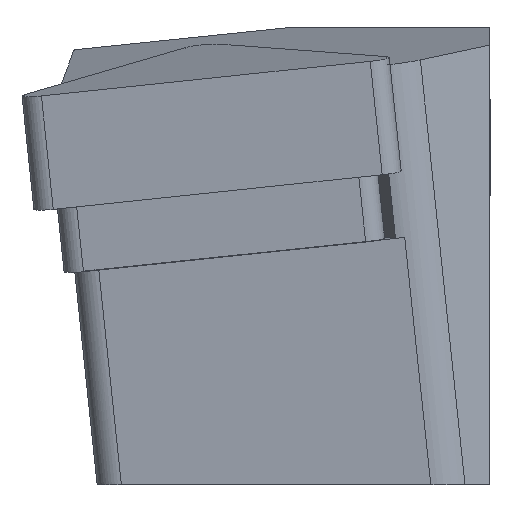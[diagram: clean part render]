
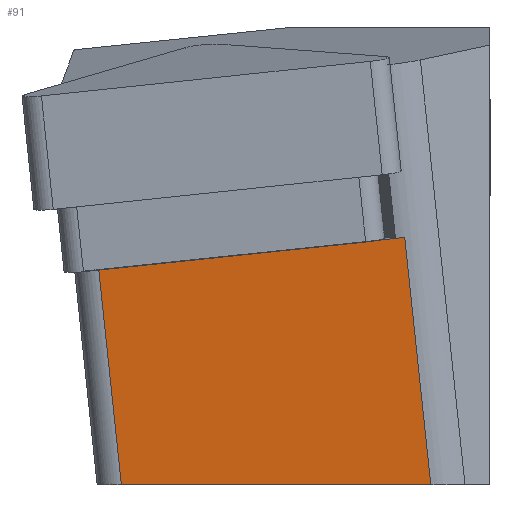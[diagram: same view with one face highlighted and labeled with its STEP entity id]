
A CAD part, left-side view. The second image highlights one B-rep face of the part: STEP entity #91.
In plain terms, the highlighted planar face has unit normal (-0.995, -0.011, -0.104).
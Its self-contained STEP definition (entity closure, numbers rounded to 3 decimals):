
#91=ADVANCED_FACE('',(#152),#123,.F.);
#123=PLANE('',#701);
#152=FACE_OUTER_BOUND('',#187,.T.);
#187=EDGE_LOOP('',(#304,#305,#306,#307,#308));
#304=ORIENTED_EDGE('',*,*,#500,.F.);
#305=ORIENTED_EDGE('',*,*,#482,.F.);
#306=ORIENTED_EDGE('',*,*,#475,.T.);
#307=ORIENTED_EDGE('',*,*,#458,.T.);
#308=ORIENTED_EDGE('',*,*,#502,.T.);
#396=VERTEX_POINT('',#942);
#397=VERTEX_POINT('',#944);
#411=VERTEX_POINT('',#978);
#417=VERTEX_POINT('',#993);
#424=VERTEX_POINT('',#1027);
#458=EDGE_CURVE('',#397,#396,#546,.T.);
#475=EDGE_CURVE('',#411,#397,#561,.T.);
#482=EDGE_CURVE('',#411,#417,#567,.T.);
#500=EDGE_CURVE('',#417,#424,#582,.T.);
#502=EDGE_CURVE('',#396,#424,#583,.T.);
#546=LINE('',#943,#616);
#561=LINE('',#977,#631);
#567=LINE('',#992,#637);
#582=LINE('',#1026,#652);
#583=LINE('',#1030,#653);
#616=VECTOR('',#754,1.);
#631=VECTOR('',#779,1.);
#637=VECTOR('',#791,1.);
#652=VECTOR('',#830,1.);
#653=VECTOR('',#835,1.);
#701=AXIS2_PLACEMENT_3D('',#1031,#836,#837);
#754=DIRECTION('',(0.,0.995,-0.105));
#779=DIRECTION('',(-0.105,0.104,0.989));
#791=DIRECTION('',(-0.011,1.,0.));
#830=DIRECTION('',(-0.105,0.104,0.989));
#835=DIRECTION('',(0.,0.995,-0.105));
#836=DIRECTION('',(0.995,0.011,0.104));
#837=DIRECTION('',(0.104,0.,-0.995));
#942=CARTESIAN_POINT('',(1.546,4.638,-5.845));
#943=CARTESIAN_POINT('',(1.546,16.242,-7.065));
#944=CARTESIAN_POINT('',(1.546,3.539,-5.73));
#977=CARTESIAN_POINT('',(5.985,-0.875,-47.726));
#978=CARTESIAN_POINT('',(2.632,2.46,-16.));
#992=CARTESIAN_POINT('',(2.529,11.79,-16.));
#993=CARTESIAN_POINT('',(2.491,15.303,-16.));
#1026=CARTESIAN_POINT('',(5.985,11.828,-49.061));
#1027=CARTESIAN_POINT('',(1.546,16.242,-7.065));
#1030=CARTESIAN_POINT('',(1.546,16.242,-7.065));
#1031=CARTESIAN_POINT('',(5.985,11.828,-49.061));
